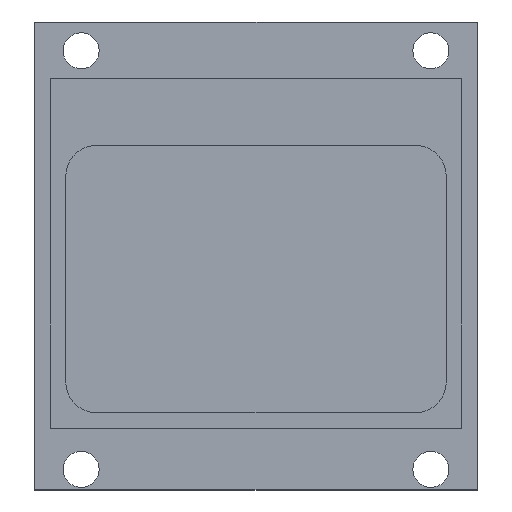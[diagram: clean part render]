
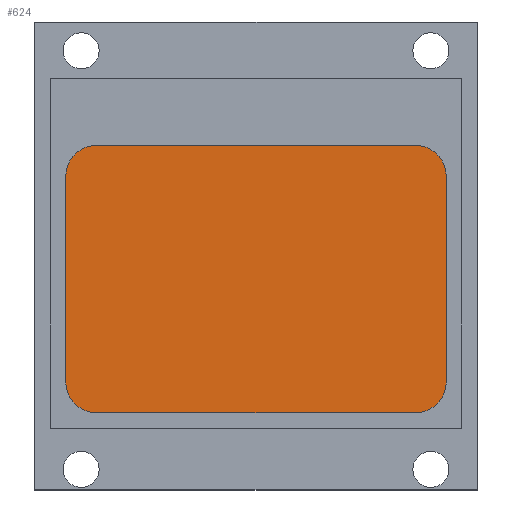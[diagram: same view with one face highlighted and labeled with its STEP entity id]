
A CAD part, top view. The second image highlights one B-rep face of the part: STEP entity #624.
In plain terms, the highlighted planar face has unit normal (0, 0, 1).
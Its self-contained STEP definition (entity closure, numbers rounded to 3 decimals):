
#21 = ORIENTED_EDGE ( 'NONE', *, *, #1102, .T. ) ;
#32 = CARTESIAN_POINT ( 'NONE',  ( -18.5, 7.75, 4.2 ) ) ;
#38 = VECTOR ( 'NONE', #645, 1000. ) ;
#45 = DIRECTION ( 'NONE',  ( 1., 0., 0. ) ) ;
#49 = AXIS2_PLACEMENT_3D ( 'NONE', #674, #493, #416 ) ;
#92 = VERTEX_POINT ( 'NONE', #1079 ) ;
#105 = VERTEX_POINT ( 'NONE', #468 ) ;
#113 = CARTESIAN_POINT ( 'NONE',  ( -15.5, 10.75, 4.2 ) ) ;
#135 = VECTOR ( 'NONE', #354, 1000. ) ;
#165 = LINE ( 'NONE', #987, #1116 ) ;
#171 = EDGE_CURVE ( 'NONE', #920, #323, #735, .T. ) ;
#190 = EDGE_CURVE ( 'NONE', #1060, #298, #204, .T. ) ;
#194 = DIRECTION ( 'NONE',  ( -1., 0., 0. ) ) ;
#203 = DIRECTION ( 'NONE',  ( 1., 0., 0. ) ) ;
#204 = LINE ( 'NONE', #507, #704 ) ;
#207 = PLANE ( 'NONE',  #279 ) ;
#251 = CARTESIAN_POINT ( 'NONE',  ( 18.5, -12.25, 4.2 ) ) ;
#279 = AXIS2_PLACEMENT_3D ( 'NONE', #560, #739, #203 ) ;
#284 = CARTESIAN_POINT ( 'NONE',  ( -15.5, -15.25, 4.2 ) ) ;
#298 = VERTEX_POINT ( 'NONE', #310 ) ;
#310 = CARTESIAN_POINT ( 'NONE',  ( 15.5, -15.25, 4.2 ) ) ;
#311 = DIRECTION ( 'NONE',  ( 0., 0., 1. ) ) ;
#323 = VERTEX_POINT ( 'NONE', #572 ) ;
#329 = CIRCLE ( 'NONE', #495, 3. ) ;
#335 = EDGE_CURVE ( 'NONE', #571, #920, #914, .T. ) ;
#354 = DIRECTION ( 'NONE',  ( 0., 1., 0. ) ) ;
#410 = ORIENTED_EDGE ( 'NONE', *, *, #789, .T. ) ;
#416 = DIRECTION ( 'NONE',  ( -1., 0., 0. ) ) ;
#419 = EDGE_CURVE ( 'NONE', #1018, #92, #620, .T. ) ;
#468 = CARTESIAN_POINT ( 'NONE',  ( 15.5, 10.75, 4.2 ) ) ;
#493 = DIRECTION ( 'NONE',  ( 0., 0., 1. ) ) ;
#495 = AXIS2_PLACEMENT_3D ( 'NONE', #839, #311, #670 ) ;
#507 = CARTESIAN_POINT ( 'NONE',  ( -15.5, -15.25, 4.2 ) ) ;
#528 = ORIENTED_EDGE ( 'NONE', *, *, #171, .T. ) ;
#559 = EDGE_CURVE ( 'NONE', #323, #1060, #941, .T. ) ;
#560 = CARTESIAN_POINT ( 'NONE',  ( -15.5, -12.25, 4.2 ) ) ;
#571 = VERTEX_POINT ( 'NONE', #113 ) ;
#572 = CARTESIAN_POINT ( 'NONE',  ( -18.5, -12.25, 4.2 ) ) ;
#604 = CARTESIAN_POINT ( 'NONE',  ( -18.5, 7.75, 4.2 ) ) ;
#620 = LINE ( 'NONE', #794, #135 ) ;
#624 = ADVANCED_FACE ( 'NONE', ( #913 ), #207, .T. ) ;
#643 = CARTESIAN_POINT ( 'NONE',  ( -15.5, -12.25, 4.2 ) ) ;
#645 = DIRECTION ( 'NONE',  ( 0., -1., 0. ) ) ;
#670 = DIRECTION ( 'NONE',  ( 1., 0., 0. ) ) ;
#674 = CARTESIAN_POINT ( 'NONE',  ( 15.5, 7.75, 4.2 ) ) ;
#679 = EDGE_CURVE ( 'NONE', #92, #105, #1106, .T. ) ;
#681 = ORIENTED_EDGE ( 'NONE', *, *, #559, .T. ) ;
#698 = DIRECTION ( 'NONE',  ( 1., 0., 0. ) ) ;
#704 = VECTOR ( 'NONE', #760, 1000. ) ;
#735 = LINE ( 'NONE', #32, #38 ) ;
#739 = DIRECTION ( 'NONE',  ( 0., 0., 1. ) ) ;
#760 = DIRECTION ( 'NONE',  ( 1., 0., 0. ) ) ;
#789 = EDGE_CURVE ( 'NONE', #298, #1018, #329, .T. ) ;
#794 = CARTESIAN_POINT ( 'NONE',  ( 18.5, 7.75, 4.2 ) ) ;
#834 = DIRECTION ( 'NONE',  ( 0., 0., 1. ) ) ;
#839 = CARTESIAN_POINT ( 'NONE',  ( 15.5, -12.25, 4.2 ) ) ;
#856 = ORIENTED_EDGE ( 'NONE', *, *, #190, .T. ) ;
#884 = ORIENTED_EDGE ( 'NONE', *, *, #335, .T. ) ;
#897 = AXIS2_PLACEMENT_3D ( 'NONE', #643, #834, #45 ) ;
#913 = FACE_OUTER_BOUND ( 'NONE', #917, .T. ) ;
#914 = CIRCLE ( 'NONE', #1104, 3. ) ;
#917 = EDGE_LOOP ( 'NONE', ( #681, #856, #410, #1071, #935, #21, #884, #528 ) ) ;
#920 = VERTEX_POINT ( 'NONE', #604 ) ;
#935 = ORIENTED_EDGE ( 'NONE', *, *, #679, .T. ) ;
#941 = CIRCLE ( 'NONE', #897, 3. ) ;
#967 = CARTESIAN_POINT ( 'NONE',  ( -15.5, 7.75, 4.2 ) ) ;
#987 = CARTESIAN_POINT ( 'NONE',  ( -15.5, 10.75, 4.2 ) ) ;
#1018 = VERTEX_POINT ( 'NONE', #251 ) ;
#1031 = DIRECTION ( 'NONE',  ( 0., 0., 1. ) ) ;
#1060 = VERTEX_POINT ( 'NONE', #284 ) ;
#1071 = ORIENTED_EDGE ( 'NONE', *, *, #419, .T. ) ;
#1079 = CARTESIAN_POINT ( 'NONE',  ( 18.5, 7.75, 4.2 ) ) ;
#1102 = EDGE_CURVE ( 'NONE', #105, #571, #165, .T. ) ;
#1104 = AXIS2_PLACEMENT_3D ( 'NONE', #967, #1031, #698 ) ;
#1106 = CIRCLE ( 'NONE', #49, 3. ) ;
#1116 = VECTOR ( 'NONE', #194, 1000. ) ;
